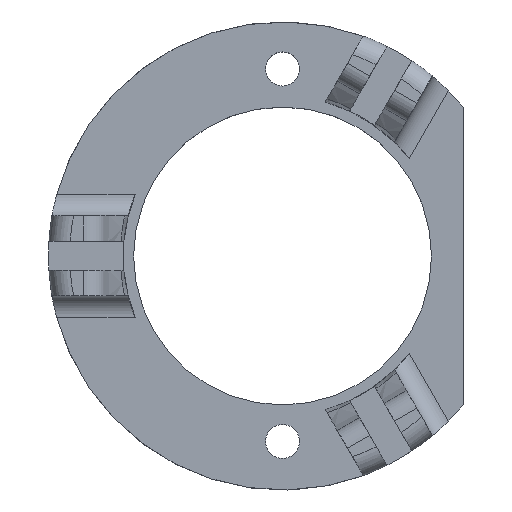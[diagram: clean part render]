
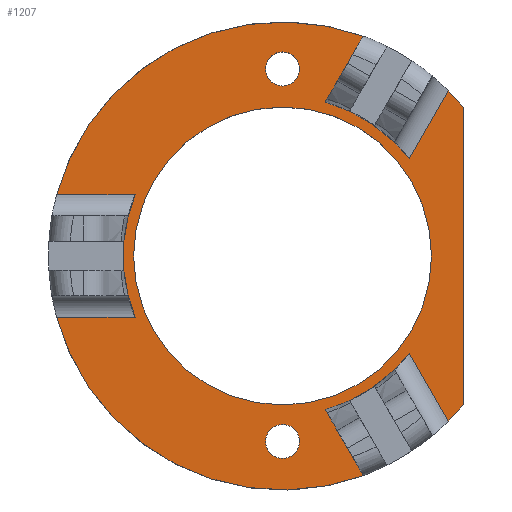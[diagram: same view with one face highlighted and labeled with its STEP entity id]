
A CAD part, top view. The second image highlights one B-rep face of the part: STEP entity #1207.
In plain terms, the highlighted planar face has unit normal (0, 0, 1).
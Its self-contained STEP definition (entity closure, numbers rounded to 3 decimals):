
#103=FACE_BOUND('',#257,.T.);
#104=FACE_BOUND('',#258,.T.);
#105=FACE_BOUND('',#259,.T.);
#122=CIRCLE('',#1291,22.);
#123=CIRCLE('',#1292,15.);
#124=CIRCLE('',#1293,22.);
#125=CIRCLE('',#1294,15.);
#126=CIRCLE('',#1295,22.);
#127=CIRCLE('',#1296,15.);
#128=CIRCLE('',#1297,22.);
#129=CIRCLE('',#1298,1.6);
#130=CIRCLE('',#1299,14.);
#131=CIRCLE('',#1300,1.6);
#188=FACE_OUTER_BOUND('',#256,.T.);
#256=EDGE_LOOP('',(#812,#813,#814,#815,#816,#817,#818,#819,#820,#821,#822,
#823,#824,#825));
#257=EDGE_LOOP('',(#826));
#258=EDGE_LOOP('',(#827));
#259=EDGE_LOOP('',(#828));
#336=LINE('',#1788,#413);
#338=LINE('',#1802,#415);
#339=LINE('',#1806,#416);
#340=LINE('',#1810,#417);
#341=LINE('',#1814,#418);
#342=LINE('',#1818,#419);
#343=LINE('',#1822,#420);
#413=VECTOR('',#1429,10.);
#415=VECTOR('',#1445,1.);
#416=VECTOR('',#1448,1.);
#417=VECTOR('',#1451,1.);
#418=VECTOR('',#1454,1.);
#419=VECTOR('',#1457,1.);
#420=VECTOR('',#1460,1.);
#490=VERTEX_POINT('',#1785);
#491=VERTEX_POINT('',#1787);
#495=VERTEX_POINT('',#1799);
#496=VERTEX_POINT('',#1801);
#497=VERTEX_POINT('',#1803);
#498=VERTEX_POINT('',#1805);
#499=VERTEX_POINT('',#1807);
#500=VERTEX_POINT('',#1809);
#501=VERTEX_POINT('',#1811);
#502=VERTEX_POINT('',#1813);
#503=VERTEX_POINT('',#1815);
#504=VERTEX_POINT('',#1817);
#505=VERTEX_POINT('',#1819);
#506=VERTEX_POINT('',#1821);
#507=VERTEX_POINT('',#1824);
#508=VERTEX_POINT('',#1826);
#509=VERTEX_POINT('',#1828);
#616=EDGE_CURVE('',#491,#490,#336,.T.);
#622=EDGE_CURVE('',#490,#495,#122,.T.);
#623=EDGE_CURVE('',#495,#496,#338,.T.);
#624=EDGE_CURVE('',#497,#496,#123,.T.);
#625=EDGE_CURVE('',#498,#497,#339,.T.);
#626=EDGE_CURVE('',#498,#499,#124,.T.);
#627=EDGE_CURVE('',#499,#500,#340,.T.);
#628=EDGE_CURVE('',#501,#500,#125,.T.);
#629=EDGE_CURVE('',#502,#501,#341,.T.);
#630=EDGE_CURVE('',#502,#503,#126,.T.);
#631=EDGE_CURVE('',#503,#504,#342,.T.);
#632=EDGE_CURVE('',#504,#505,#127,.T.);
#633=EDGE_CURVE('',#506,#505,#343,.T.);
#634=EDGE_CURVE('',#506,#491,#128,.T.);
#635=EDGE_CURVE('',#507,#507,#129,.T.);
#636=EDGE_CURVE('',#508,#508,#130,.T.);
#637=EDGE_CURVE('',#509,#509,#131,.T.);
#812=ORIENTED_EDGE('',*,*,#616,.T.);
#813=ORIENTED_EDGE('',*,*,#622,.T.);
#814=ORIENTED_EDGE('',*,*,#623,.T.);
#815=ORIENTED_EDGE('',*,*,#624,.F.);
#816=ORIENTED_EDGE('',*,*,#625,.F.);
#817=ORIENTED_EDGE('',*,*,#626,.T.);
#818=ORIENTED_EDGE('',*,*,#627,.T.);
#819=ORIENTED_EDGE('',*,*,#628,.F.);
#820=ORIENTED_EDGE('',*,*,#629,.F.);
#821=ORIENTED_EDGE('',*,*,#630,.T.);
#822=ORIENTED_EDGE('',*,*,#631,.T.);
#823=ORIENTED_EDGE('',*,*,#632,.T.);
#824=ORIENTED_EDGE('',*,*,#633,.F.);
#825=ORIENTED_EDGE('',*,*,#634,.T.);
#826=ORIENTED_EDGE('',*,*,#635,.F.);
#827=ORIENTED_EDGE('',*,*,#636,.F.);
#828=ORIENTED_EDGE('',*,*,#637,.F.);
#1183=PLANE('',#1290);
#1207=ADVANCED_FACE('',(#188,#103,#104,#105),#1183,.T.);
#1290=AXIS2_PLACEMENT_3D('',#1798,#1441,#1442);
#1291=AXIS2_PLACEMENT_3D('',#1800,#1443,#1444);
#1292=AXIS2_PLACEMENT_3D('',#1804,#1446,#1447);
#1293=AXIS2_PLACEMENT_3D('',#1808,#1449,#1450);
#1294=AXIS2_PLACEMENT_3D('',#1812,#1452,#1453);
#1295=AXIS2_PLACEMENT_3D('',#1816,#1455,#1456);
#1296=AXIS2_PLACEMENT_3D('',#1820,#1458,#1459);
#1297=AXIS2_PLACEMENT_3D('',#1823,#1461,#1462);
#1298=AXIS2_PLACEMENT_3D('',#1825,#1463,#1464);
#1299=AXIS2_PLACEMENT_3D('',#1827,#1465,#1466);
#1300=AXIS2_PLACEMENT_3D('',#1829,#1467,#1468);
#1429=DIRECTION('',(0.,1.,0.));
#1441=DIRECTION('center_axis',(0.,0.,
1.));
#1442=DIRECTION('ref_axis',(0.,1.,0.));
#1443=DIRECTION('center_axis',(0.,0.,
1.));
#1444=DIRECTION('ref_axis',(1.,0.,0.));
#1445=DIRECTION('',(-0.5,-0.866,0.));
#1446=DIRECTION('center_axis',(0.,0.,
-1.));
#1447=DIRECTION('ref_axis',(0.,1.,0.));
#1448=DIRECTION('',(-0.5,-0.866,0.));
#1449=DIRECTION('center_axis',(0.,0.,
1.));
#1450=DIRECTION('ref_axis',(1.,0.,0.));
#1451=DIRECTION('',(1.,0.,0.));
#1452=DIRECTION('center_axis',(0.,0.,
-1.));
#1453=DIRECTION('ref_axis',(0.,1.,0.));
#1454=DIRECTION('',(1.,0.,0.));
#1455=DIRECTION('center_axis',(0.,0.,
1.));
#1456=DIRECTION('ref_axis',(1.,0.,0.));
#1457=DIRECTION('',(-0.5,0.866,0.));
#1458=DIRECTION('center_axis',(0.,0.,
1.));
#1459=DIRECTION('ref_axis',(-0.5,0.866,0.));
#1460=DIRECTION('',(-0.5,0.866,0.));
#1461=DIRECTION('center_axis',(0.,0.,
1.));
#1462=DIRECTION('ref_axis',(1.,0.,0.));
#1463=DIRECTION('center_axis',(0.,0.,
1.));
#1464=DIRECTION('ref_axis',(1.,0.,0.));
#1465=DIRECTION('center_axis',(0.,0.,
1.));
#1466=DIRECTION('ref_axis',(1.,0.,0.));
#1467=DIRECTION('center_axis',(0.,0.,
1.));
#1468=DIRECTION('ref_axis',(1.,0.,0.));
#1785=CARTESIAN_POINT('',(56.186,9.964,-5.51));
#1787=CARTESIAN_POINT('',(56.186,-17.964,-5.51));
#1788=CARTESIAN_POINT('',(56.186,-10.979,-5.51));
#1798=CARTESIAN_POINT('Origin',(39.186,-3.994,-5.51));
#1799=CARTESIAN_POINT('',(54.783,11.515,-5.51));
#1800=CARTESIAN_POINT('Origin',(39.186,-4.,-5.51));
#1801=CARTESIAN_POINT('',(51.092,5.123,-5.51));
#1802=CARTESIAN_POINT('',(55.004,11.899,-5.51));
#1803=CARTESIAN_POINT('',(43.2,10.453,-5.51));
#1804=CARTESIAN_POINT('Origin',(39.186,-4.,-5.51));
#1805=CARTESIAN_POINT('',(46.777,16.649,-5.51));
#1806=CARTESIAN_POINT('',(46.777,16.649,-5.51));
#1807=CARTESIAN_POINT('',(17.95,1.75,-5.51));
#1808=CARTESIAN_POINT('Origin',(39.186,-4.,-5.51));
#1809=CARTESIAN_POINT('',(25.331,1.75,-5.51));
#1810=CARTESIAN_POINT('',(17.507,1.75,-5.51));
#1811=CARTESIAN_POINT('',(25.331,-9.75,-5.51));
#1812=CARTESIAN_POINT('Origin',(39.186,-4.,-5.51));
#1813=CARTESIAN_POINT('',(17.95,-9.75,-5.51));
#1814=CARTESIAN_POINT('',(17.507,-9.75,-5.51));
#1815=CARTESIAN_POINT('',(46.777,-24.649,-5.51));
#1816=CARTESIAN_POINT('Origin',(39.186,-4.,-5.51));
#1817=CARTESIAN_POINT('',(43.2,-18.453,-5.51));
#1818=CARTESIAN_POINT('',(46.777,-24.649,-5.51));
#1819=CARTESIAN_POINT('',(51.092,-13.123,-5.51));
#1820=CARTESIAN_POINT('Origin',(39.186,-4.,-5.51));
#1821=CARTESIAN_POINT('',(54.783,-19.515,-5.51));
#1822=CARTESIAN_POINT('',(55.004,-19.899,-5.51));
#1823=CARTESIAN_POINT('Origin',(39.186,-4.,-5.51));
#1824=CARTESIAN_POINT('',(37.586,-21.429,-5.51));
#1825=CARTESIAN_POINT('Origin',(39.186,-21.429,-5.51));
#1826=CARTESIAN_POINT('',(25.186,-4.,-5.51));
#1827=CARTESIAN_POINT('Origin',(39.186,-4.,-5.51));
#1828=CARTESIAN_POINT('',(37.586,13.578,-5.51));
#1829=CARTESIAN_POINT('Origin',(39.186,13.578,-5.51));
